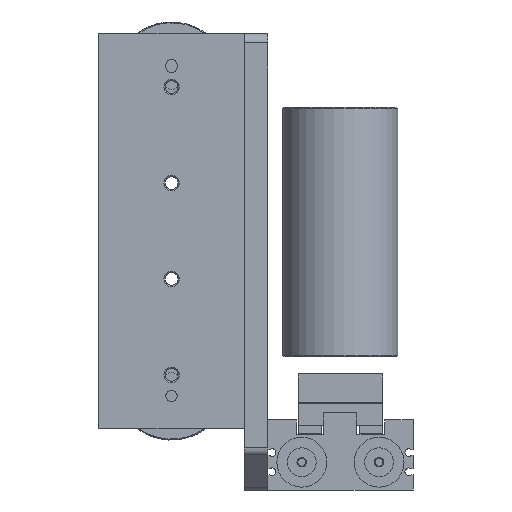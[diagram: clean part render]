
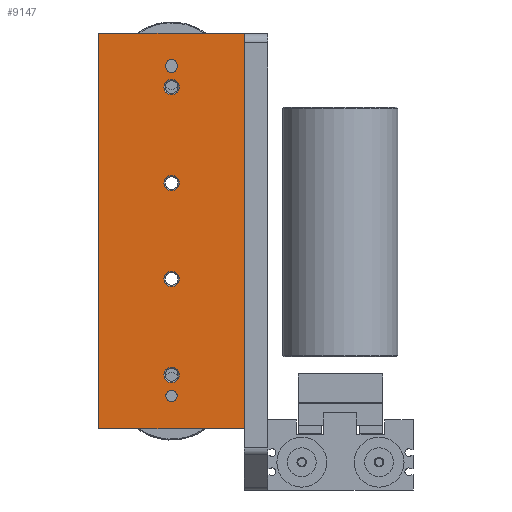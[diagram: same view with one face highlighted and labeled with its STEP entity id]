
A CAD part, front view. The second image highlights one B-rep face of the part: STEP entity #9147.
In plain terms, the highlighted planar face has unit normal (0, -1, 0).
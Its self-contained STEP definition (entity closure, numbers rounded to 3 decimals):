
#339 = VERTEX_POINT ( 'NONE', #66198 ) ;
#586 = DIRECTION ( 'NONE',  ( 0., 0., 1. ) ) ;
#678 = DIRECTION ( 'NONE',  ( 0., 1., 0. ) ) ;
#1430 = EDGE_CURVE ( 'NONE', #63423, #50595, #37428, .T. ) ;
#2165 = LINE ( 'NONE', #43575, #51003 ) ;
#2868 = CARTESIAN_POINT ( 'NONE',  ( -53., 0., 86.5 ) ) ;
#4429 = FACE_BOUND ( 'NONE', #58956, .T. ) ;
#4446 = DIRECTION ( 'NONE',  ( 1., 0., 0. ) ) ;
#4557 = EDGE_CURVE ( 'NONE', #54709, #54709, #14389, .T. ) ;
#5177 = ORIENTED_EDGE ( 'NONE', *, *, #39338, .F. ) ;
#6037 = DIRECTION ( 'NONE',  ( 0., 1., 0. ) ) ;
#6359 = DIRECTION ( 'NONE',  ( 0., 0., 1. ) ) ;
#7198 = ORIENTED_EDGE ( 'NONE', *, *, #4557, .T. ) ;
#9147 = ADVANCED_FACE ( 'NONE', ( #4429, #67145, #52228, #35640, #62721, #10539, #26485 ), #47153, .F. ) ;
#10276 = ORIENTED_EDGE ( 'NONE', *, *, #43643, .T. ) ;
#10539 = FACE_BOUND ( 'NONE', #59847, .T. ) ;
#10987 = DIRECTION ( 'NONE',  ( 0., 1., 0. ) ) ;
#11609 = DIRECTION ( 'NONE',  ( 0., 0., 1. ) ) ;
#11825 = DIRECTION ( 'NONE',  ( -1., 0., 0. ) ) ;
#12045 = CARTESIAN_POINT ( 'NONE',  ( -53., 0., 85.5 ) ) ;
#12739 = EDGE_CURVE ( 'NONE', #36775, #36775, #18008, .T. ) ;
#13056 = CARTESIAN_POINT ( 'NONE',  ( -50., 0., -86. ) ) ;
#14389 = CIRCLE ( 'NONE', #58738, 4. ) ;
#15850 = CARTESIAN_POINT ( 'NONE',  ( -47., 0., -86. ) ) ;
#16086 = DIRECTION ( 'NONE',  ( 0., 0., 1. ) ) ;
#16540 = DIRECTION ( 'NONE',  ( 0., 1., 0. ) ) ;
#17171 = CIRCLE ( 'NONE', #58289, 3. ) ;
#18008 = CIRCLE ( 'NONE', #33174, 4. ) ;
#18047 = EDGE_CURVE ( 'NONE', #18208, #339, #31017, .T. ) ;
#18208 = VERTEX_POINT ( 'NONE', #55111 ) ;
#18451 = DIRECTION ( 'NONE',  ( 0., -1., 0. ) ) ;
#19208 = CARTESIAN_POINT ( 'NONE',  ( -12., 0., -103. ) ) ;
#19294 = ORIENTED_EDGE ( 'NONE', *, *, #43713, .T. ) ;
#19396 = CARTESIAN_POINT ( 'NONE',  ( -47., 0., 85.5 ) ) ;
#19454 = CARTESIAN_POINT ( 'NONE',  ( -50., 0., 85.5 ) ) ;
#19470 = CARTESIAN_POINT ( 'NONE',  ( -88., 0., 103. ) ) ;
#19797 = DIRECTION ( 'NONE',  ( 1., 0., 0. ) ) ;
#20420 = LINE ( 'NONE', #2868, #51091 ) ;
#20431 = LINE ( 'NONE', #56008, #45055 ) ;
#20823 = CARTESIAN_POINT ( 'NONE',  ( -50., 0., -71. ) ) ;
#21108 = DIRECTION ( 'NONE',  ( -1., 0., 0. ) ) ;
#22234 = AXIS2_PLACEMENT_3D ( 'NONE', #31817, #16540, #6359 ) ;
#23496 = EDGE_LOOP ( 'NONE', ( #19294, #26608, #44111, #10276 ) ) ;
#26485 = FACE_OUTER_BOUND ( 'NONE', #23496, .T. ) ;
#26608 = ORIENTED_EDGE ( 'NONE', *, *, #1430, .F. ) ;
#27504 = ORIENTED_EDGE ( 'NONE', *, *, #36074, .T. ) ;
#28145 = EDGE_LOOP ( 'NONE', ( #45406, #5177, #48396, #33120 ) ) ;
#28671 = VERTEX_POINT ( 'NONE', #49332 ) ;
#30761 = VECTOR ( 'NONE', #11609, 1000. ) ;
#31017 = CIRCLE ( 'NONE', #61244, 3. ) ;
#31141 = CARTESIAN_POINT ( 'NONE',  ( -50., 0., -75. ) ) ;
#31817 = CARTESIAN_POINT ( 'NONE',  ( -50., 0., 75. ) ) ;
#32907 = ORIENTED_EDGE ( 'NONE', *, *, #65079, .T. ) ;
#33120 = ORIENTED_EDGE ( 'NONE', *, *, #37621, .F. ) ;
#33174 = AXIS2_PLACEMENT_3D ( 'NONE', #31141, #6037, #586 ) ;
#33441 = DIRECTION ( 'NONE',  ( 1., 0., 0. ) ) ;
#33821 = AXIS2_PLACEMENT_3D ( 'NONE', #61698, #678, #51889 ) ;
#35640 = FACE_BOUND ( 'NONE', #63738, .T. ) ;
#36074 = EDGE_CURVE ( 'NONE', #36387, #36387, #47161, .T. ) ;
#36387 = VERTEX_POINT ( 'NONE', #53501 ) ;
#36725 = LINE ( 'NONE', #58340, #42374 ) ;
#36775 = VERTEX_POINT ( 'NONE', #20823 ) ;
#37428 = LINE ( 'NONE', #58052, #30761 ) ;
#37621 = EDGE_CURVE ( 'NONE', #41558, #18208, #20431, .T. ) ;
#38154 = CIRCLE ( 'NONE', #55407, 4. ) ;
#39338 = EDGE_CURVE ( 'NONE', #339, #58518, #20420, .T. ) ;
#40846 = CARTESIAN_POINT ( 'NONE',  ( -50., 0., -25. ) ) ;
#41105 = DIRECTION ( 'NONE',  ( 0., 0., -1. ) ) ;
#41558 = VERTEX_POINT ( 'NONE', #19396 ) ;
#41631 = VERTEX_POINT ( 'NONE', #15850 ) ;
#42374 = VECTOR ( 'NONE', #21108, 1000. ) ;
#42925 = CARTESIAN_POINT ( 'NONE',  ( -50., 0., 25. ) ) ;
#43371 = VERTEX_POINT ( 'NONE', #19208 ) ;
#43575 = CARTESIAN_POINT ( 'NONE',  ( -12., 0., -103. ) ) ;
#43643 = EDGE_CURVE ( 'NONE', #43371, #53394, #2165, .T. ) ;
#43713 = EDGE_CURVE ( 'NONE', #53394, #50595, #36725, .T. ) ;
#44111 = ORIENTED_EDGE ( 'NONE', *, *, #56599, .F. ) ;
#45055 = VECTOR ( 'NONE', #51951, 1000. ) ;
#45406 = ORIENTED_EDGE ( 'NONE', *, *, #52365, .F. ) ;
#45508 = EDGE_LOOP ( 'NONE', ( #7198 ) ) ;
#46167 = CARTESIAN_POINT ( 'NONE',  ( -50., 0., 86.5 ) ) ;
#46935 = ORIENTED_EDGE ( 'NONE', *, *, #56150, .F. ) ;
#47153 = PLANE ( 'NONE',  #33821 ) ;
#47161 = CIRCLE ( 'NONE', #22234, 4. ) ;
#48396 = ORIENTED_EDGE ( 'NONE', *, *, #18047, .F. ) ;
#49332 = CARTESIAN_POINT ( 'NONE',  ( -50., 0., -21. ) ) ;
#50595 = VERTEX_POINT ( 'NONE', #19470 ) ;
#50884 = DIRECTION ( 'NONE',  ( 0., -1., 0. ) ) ;
#51003 = VECTOR ( 'NONE', #64213, 1000. ) ;
#51091 = VECTOR ( 'NONE', #41105, 1000. ) ;
#51889 = DIRECTION ( 'NONE',  ( 0., 0., 1. ) ) ;
#51951 = DIRECTION ( 'NONE',  ( 0., 0., 1. ) ) ;
#52228 = FACE_BOUND ( 'NONE', #45508, .T. ) ;
#52365 = EDGE_CURVE ( 'NONE', #58518, #41558, #64625, .T. ) ;
#53394 = VERTEX_POINT ( 'NONE', #54714 ) ;
#53501 = CARTESIAN_POINT ( 'NONE',  ( -50., 0., 79. ) ) ;
#53721 = DIRECTION ( 'NONE',  ( 0., 0., 1. ) ) ;
#54709 = VERTEX_POINT ( 'NONE', #55035 ) ;
#54714 = CARTESIAN_POINT ( 'NONE',  ( -12., 0., 103. ) ) ;
#55035 = CARTESIAN_POINT ( 'NONE',  ( -50., 0., 29. ) ) ;
#55066 = VECTOR ( 'NONE', #11825, 1000. ) ;
#55111 = CARTESIAN_POINT ( 'NONE',  ( -47., 0., 86.5 ) ) ;
#55407 = AXIS2_PLACEMENT_3D ( 'NONE', #40846, #10987, #16086 ) ;
#56008 = CARTESIAN_POINT ( 'NONE',  ( -47., 0., 85.5 ) ) ;
#56150 = EDGE_CURVE ( 'NONE', #41631, #41631, #17171, .T. ) ;
#56599 = EDGE_CURVE ( 'NONE', #43371, #63423, #58268, .T. ) ;
#56951 = CARTESIAN_POINT ( 'NONE',  ( -12., 0., -103. ) ) ;
#58052 = CARTESIAN_POINT ( 'NONE',  ( -88., 0., -103. ) ) ;
#58268 = LINE ( 'NONE', #56951, #55066 ) ;
#58289 = AXIS2_PLACEMENT_3D ( 'NONE', #13056, #59160, #33441 ) ;
#58340 = CARTESIAN_POINT ( 'NONE',  ( -12., 0., 103. ) ) ;
#58518 = VERTEX_POINT ( 'NONE', #12045 ) ;
#58738 = AXIS2_PLACEMENT_3D ( 'NONE', #42925, #59451, #53721 ) ;
#58956 = EDGE_LOOP ( 'NONE', ( #46935 ) ) ;
#59160 = DIRECTION ( 'NONE',  ( 0., -1., 0. ) ) ;
#59451 = DIRECTION ( 'NONE',  ( 0., 1., 0. ) ) ;
#59847 = EDGE_LOOP ( 'NONE', ( #27504 ) ) ;
#61244 = AXIS2_PLACEMENT_3D ( 'NONE', #46167, #50884, #4446 ) ;
#61698 = CARTESIAN_POINT ( 'NONE',  ( -12., 0., -103. ) ) ;
#62721 = FACE_BOUND ( 'NONE', #66621, .T. ) ;
#63423 = VERTEX_POINT ( 'NONE', #66384 ) ;
#63738 = EDGE_LOOP ( 'NONE', ( #32907 ) ) ;
#64213 = DIRECTION ( 'NONE',  ( 0., 0., 1. ) ) ;
#64625 = CIRCLE ( 'NONE', #66831, 3. ) ;
#65079 = EDGE_CURVE ( 'NONE', #28671, #28671, #38154, .T. ) ;
#66198 = CARTESIAN_POINT ( 'NONE',  ( -53., 0., 86.5 ) ) ;
#66384 = CARTESIAN_POINT ( 'NONE',  ( -88., 0., -103. ) ) ;
#66621 = EDGE_LOOP ( 'NONE', ( #67032 ) ) ;
#66831 = AXIS2_PLACEMENT_3D ( 'NONE', #19454, #18451, #19797 ) ;
#67032 = ORIENTED_EDGE ( 'NONE', *, *, #12739, .T. ) ;
#67145 = FACE_BOUND ( 'NONE', #28145, .T. ) ;
